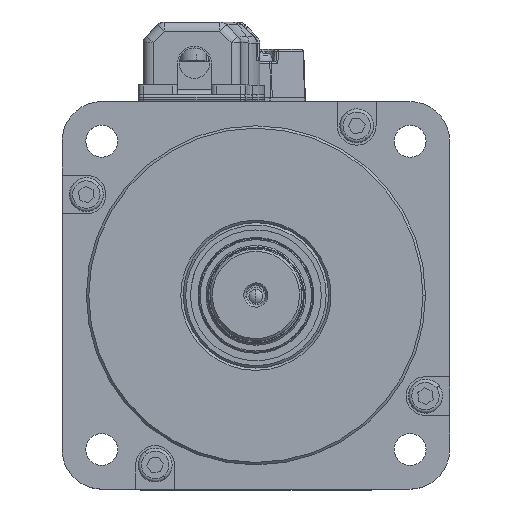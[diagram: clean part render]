
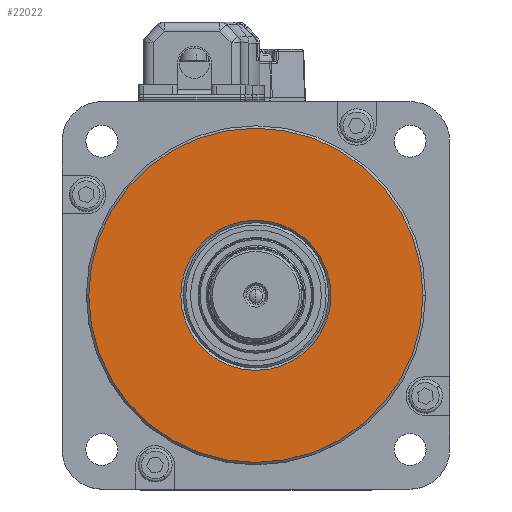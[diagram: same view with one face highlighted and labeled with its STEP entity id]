
A CAD part, top view. The second image highlights one B-rep face of the part: STEP entity #22022.
In plain terms, the highlighted planar face has unit normal (0, 0, 1).
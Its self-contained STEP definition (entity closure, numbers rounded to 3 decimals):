
#83 = CARTESIAN_POINT ( 'NONE',  ( 14.36, -6.169, 139.3 ) ) ;
#701 = ORIENTED_EDGE ( 'NONE', *, *, #13877, .T. ) ;
#1880 = CIRCLE ( 'NONE', #8182, 34.5 ) ;
#2028 = FACE_OUTER_BOUND ( 'NONE', #2201, .T. ) ;
#2201 = EDGE_LOOP ( 'NONE', ( #16270, #701 ) ) ;
#3327 = CARTESIAN_POINT ( 'NONE',  ( -41.14, -46.169, 139.3 ) ) ;
#3627 = DIRECTION ( 'NONE',  ( 0., 0., 1. ) ) ;
#4431 = AXIS2_PLACEMENT_3D ( 'NONE', #7246, #19776, #9048 ) ;
#4980 = VERTEX_POINT ( 'NONE', #17902 ) ;
#5191 = DIRECTION ( 'NONE',  ( 1., 0., 0. ) ) ;
#5560 = VERTEX_POINT ( 'NONE', #17627 ) ;
#6322 = AXIS2_PLACEMENT_3D ( 'NONE', #3327, #16002, #5191 ) ;
#6436 = CARTESIAN_POINT ( 'NONE',  ( -1.14, -6.169, 139.3 ) ) ;
#7246 = CARTESIAN_POINT ( 'NONE',  ( -1.14, -6.169, 139.3 ) ) ;
#8108 = ORIENTED_EDGE ( 'NONE', *, *, #14167, .T. ) ;
#8182 = AXIS2_PLACEMENT_3D ( 'NONE', #14413, #3627, #16218 ) ;
#8237 = DIRECTION ( 'NONE',  ( 1., 0., 0. ) ) ;
#8558 = EDGE_CURVE ( 'NONE', #4980, #5560, #21407, .T. ) ;
#9048 = DIRECTION ( 'NONE',  ( 1., 0., 0. ) ) ;
#9756 = VERTEX_POINT ( 'NONE', #11015 ) ;
#10052 = ORIENTED_EDGE ( 'NONE', *, *, #14473, .T. ) ;
#11015 = CARTESIAN_POINT ( 'NONE',  ( -16.64, -6.169, 139.3 ) ) ;
#11075 = EDGE_LOOP ( 'NONE', ( #10052, #8108 ) ) ;
#13780 = DIRECTION ( 'NONE',  ( 1., 0., 0. ) ) ;
#13856 = DIRECTION ( 'NONE',  ( 0., 0., 1. ) ) ;
#13877 = EDGE_CURVE ( 'NONE', #5560, #4980, #1880, .T. ) ;
#13932 = CARTESIAN_POINT ( 'NONE',  ( -1.14, -6.169, 139.3 ) ) ;
#14167 = EDGE_CURVE ( 'NONE', #9756, #15118, #20113, .T. ) ;
#14413 = CARTESIAN_POINT ( 'NONE',  ( -1.14, -6.169, 139.3 ) ) ;
#14473 = EDGE_CURVE ( 'NONE', #15118, #9756, #18190, .T. ) ;
#14716 = AXIS2_PLACEMENT_3D ( 'NONE', #13932, #13856, #13780 ) ;
#15118 = VERTEX_POINT ( 'NONE', #83 ) ;
#16002 = DIRECTION ( 'NONE',  ( 0., 0., 1. ) ) ;
#16218 = DIRECTION ( 'NONE',  ( 1., 0., 0. ) ) ;
#16270 = ORIENTED_EDGE ( 'NONE', *, *, #8558, .T. ) ;
#17627 = CARTESIAN_POINT ( 'NONE',  ( 33.36, -6.169, 139.3 ) ) ;
#17902 = CARTESIAN_POINT ( 'NONE',  ( -35.64, -6.169, 139.3 ) ) ;
#18190 = CIRCLE ( 'NONE', #4431, 15.5 ) ;
#18993 = DIRECTION ( 'NONE',  ( 0., 0., -1. ) ) ;
#19776 = DIRECTION ( 'NONE',  ( 0., 0., -1. ) ) ;
#20113 = CIRCLE ( 'NONE', #20931, 15.5 ) ;
#20931 = AXIS2_PLACEMENT_3D ( 'NONE', #6436, #18993, #8237 ) ;
#21106 = FACE_BOUND ( 'NONE', #11075, .T. ) ;
#21407 = CIRCLE ( 'NONE', #14716, 34.5 ) ;
#22022 = ADVANCED_FACE ( 'NONE', ( #21106, #2028 ), #22975, .T. ) ;
#22975 = PLANE ( 'NONE',  #6322 ) ;
